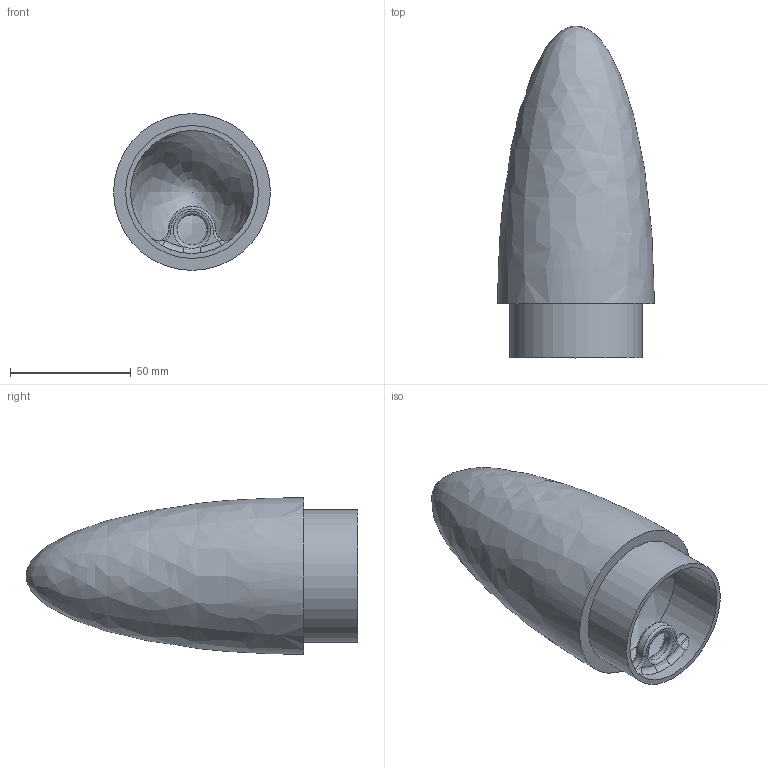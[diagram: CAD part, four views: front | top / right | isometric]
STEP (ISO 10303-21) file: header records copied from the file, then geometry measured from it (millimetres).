
FILE_DESCRIPTION(/* description */ (''),/* implementation_level */ '2;1');
FILE_NAME(/* name */ 'NoseCone v7.step',/* time_stamp */ '2023-09-28T22:45:54-04:00',/* author */ (''),/* organization */ (''),/* preprocessor_version */ 'ST-DEVELOPER v20',/* originating_system */ 'Autodesk Translation Framework v12.14.0.127',/* authorisation */ '');
FILE_SCHEMA (('AUTOMOTIVE_DESIGN { 1 0 10303 214 3 1 1 }'));
Length unit declared in the file: millimetre
Products named in the file (1): NoseCone
Bounding box: 65 x 137.5 x 65 mm (x, y, z)
Volume: 47020.6 mm3; surface area: 46630.3 mm2
Topology: 1 solids, 1 shells, 31 faces, 75 edges, 42 vertices
Faces by surface type: torus 12, bspline 8, cylinder 6, plane 5
Full cylindrical faces by diameter (mm): 12.5 x1, 51 x1, 55 x1
Entity records: 1475 total; most frequent: CARTESIAN_POINT 774, DIRECTION 149, ORIENTED_EDGE 138, AXIS2_PLACEMENT_3D 71, EDGE_CURVE 69, CIRCLE 46, VERTEX_POINT 42, EDGE_LOOP 35
